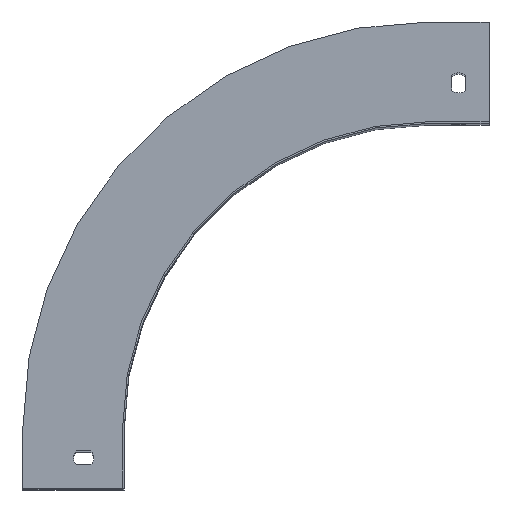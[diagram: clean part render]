
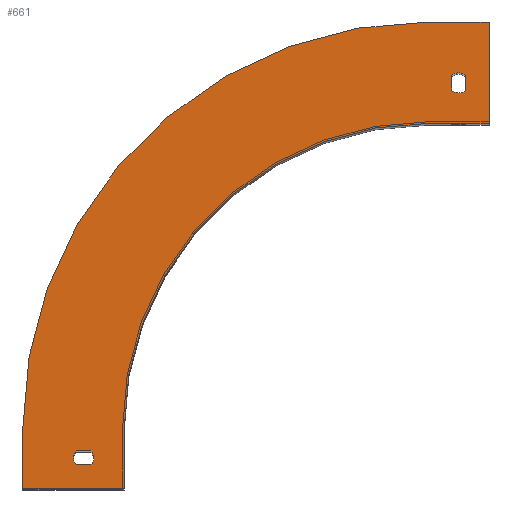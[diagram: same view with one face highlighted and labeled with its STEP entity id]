
A CAD part, top view. The second image highlights one B-rep face of the part: STEP entity #661.
In plain terms, the highlighted planar face has unit normal (0, 0, 1).
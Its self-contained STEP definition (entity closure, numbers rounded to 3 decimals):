
#76 = EDGE_CURVE ( 'NONE', #309, #304, #337, .T. ) ;
#77 = EDGE_CURVE ( 'NONE', #306, #305, #340, .T. ) ;
#78 = EDGE_CURVE ( 'NONE', #310, #308, #342, .T. ) ;
#79 = EDGE_CURVE ( 'NONE', #323, #310, #345, .T. ) ;
#81 = EDGE_CURVE ( 'NONE', #305, #315, #344, .T. ) ;
#82 = EDGE_CURVE ( 'NONE', #304, #303, #350, .T. ) ;
#91 = EDGE_CURVE ( 'NONE', #303, #319, #364, .T. ) ;
#92 = EDGE_CURVE ( 'NONE', #307, #306, #365, .T. ) ;
#95 = EDGE_CURVE ( 'NONE', #308, #307, #371, .T. ) ;
#97 = EDGE_CURVE ( 'NONE', #319, #309, #375, .T. ) ;
#98 = EDGE_CURVE ( 'NONE', #315, #334, #377, .T. ) ;
#102 = EDGE_CURVE ( 'NONE', #313, #300, #383, .T. ) ;
#134 = AXIS2_PLACEMENT_3D ( 'NONE', #597, #600, #625 ) ;
#180 = AXIS2_PLACEMENT_3D ( 'NONE', #446, #444, #443 ) ;
#187 = AXIS2_PLACEMENT_3D ( 'NONE', #425, #431, #424 ) ;
#190 = AXIS2_PLACEMENT_3D ( 'NONE', #466, #463, #459 ) ;
#195 = AXIS2_PLACEMENT_3D ( 'NONE', #996, #1027, #1012 ) ;
#196 = AXIS2_PLACEMENT_3D ( 'NONE', #997, #995, #992 ) ;
#198 = AXIS2_PLACEMENT_3D ( 'NONE', #1023, #1022, #1021 ) ;
#202 = EDGE_CURVE ( 'NONE', #298, #297, #406, .T. ) ;
#203 = EDGE_CURVE ( 'NONE', #334, #323, #409, .T. ) ;
#215 = EDGE_LOOP ( 'NONE', ( #1036, #1038, #1039, #1040 ) ) ;
#255 = EDGE_CURVE ( 'NONE', #300, #298, #809, .T. ) ;
#262 = EDGE_CURVE ( 'NONE', #297, #313, #825, .T. ) ;
#297 = VERTEX_POINT ( 'NONE', #1175 ) ;
#298 = VERTEX_POINT ( 'NONE', #1174 ) ;
#300 = VERTEX_POINT ( 'NONE', #1151 ) ;
#303 = VERTEX_POINT ( 'NONE', #1182 ) ;
#304 = VERTEX_POINT ( 'NONE', #1181 ) ;
#305 = VERTEX_POINT ( 'NONE', #1186 ) ;
#306 = VERTEX_POINT ( 'NONE', #1185 ) ;
#307 = VERTEX_POINT ( 'NONE', #1184 ) ;
#308 = VERTEX_POINT ( 'NONE', #1189 ) ;
#309 = VERTEX_POINT ( 'NONE', #1188 ) ;
#310 = VERTEX_POINT ( 'NONE', #1187 ) ;
#313 = VERTEX_POINT ( 'NONE', #1190 ) ;
#315 = VERTEX_POINT ( 'NONE', #1198 ) ;
#319 = VERTEX_POINT ( 'NONE', #1200 ) ;
#323 = VERTEX_POINT ( 'NONE', #1195 ) ;
#334 = VERTEX_POINT ( 'NONE', #1150 ) ;
#337 = LINE ( 'NONE', #1016, #343 ) ;
#340 = CIRCLE ( 'NONE', #198, 200. ) ;
#342 = LINE ( 'NONE', #1024, #346 ) ;
#343 = VECTOR ( 'NONE', #1030, 1000. ) ;
#344 = LINE ( 'NONE', #1020, #351 ) ;
#345 = CIRCLE ( 'NONE', #196, 150. ) ;
#346 = VECTOR ( 'NONE', #1029, 1000. ) ;
#350 = CIRCLE ( 'NONE', #195, 5. ) ;
#351 = VECTOR ( 'NONE', #998, 1000. ) ;
#364 = LINE ( 'NONE', #1005, #368 ) ;
#365 = LINE ( 'NONE', #1006, #370 ) ;
#368 = VECTOR ( 'NONE', #993, 1000. ) ;
#370 = VECTOR ( 'NONE', #989, 1000. ) ;
#371 = LINE ( 'NONE', #982, #374 ) ;
#374 = VECTOR ( 'NONE', #988, 1000. ) ;
#375 = CIRCLE ( 'NONE', #190, 5. ) ;
#377 = LINE ( 'NONE', #991, #379 ) ;
#379 = VECTOR ( 'NONE', #983, 1000. ) ;
#383 = CIRCLE ( 'NONE', #187, 5. ) ;
#406 = CIRCLE ( 'NONE', #180, 5. ) ;
#409 = LINE ( 'NONE', #457, #1070 ) ;
#414 = EDGE_LOOP ( 'NONE', ( #1041, #710, #709, #708 ) ) ;
#418 = EDGE_LOOP ( 'NONE', ( #702, #704, #705, #706, #707, #726, #728, #1035 ) ) ;
#424 = DIRECTION ( 'NONE',  ( 0., -1., 0. ) ) ;
#425 = CARTESIAN_POINT ( 'NONE',  ( 215., 200., 0.8 ) ) ;
#431 = DIRECTION ( 'NONE',  ( 0., 0., -1. ) ) ;
#443 = DIRECTION ( 'NONE',  ( 0., -1., 0. ) ) ;
#444 = DIRECTION ( 'NONE',  ( 0., 0., -1. ) ) ;
#446 = CARTESIAN_POINT ( 'NONE',  ( 215., 200., 0.8 ) ) ;
#456 = DIRECTION ( 'NONE',  ( 0., 1., 0. ) ) ;
#457 = CARTESIAN_POINT ( 'NONE',  ( 50., 0., 0.8 ) ) ;
#459 = DIRECTION ( 'NONE',  ( 1., 0., 0. ) ) ;
#463 = DIRECTION ( 'NONE',  ( 0., 0., 1. ) ) ;
#466 = CARTESIAN_POINT ( 'NONE',  ( 30., 15., 0.8 ) ) ;
#501 = FACE_OUTER_BOUND ( 'NONE', #418, .T. ) ;
#502 = FACE_BOUND ( 'NONE', #414, .T. ) ;
#505 = FACE_BOUND ( 'NONE', #215, .T. ) ;
#586 = PLANE ( 'NONE',  #134 ) ;
#597 = CARTESIAN_POINT ( 'NONE',  ( 200., 30., 0.8 ) ) ;
#600 = DIRECTION ( 'NONE',  ( 0., 0., -1. ) ) ;
#625 = DIRECTION ( 'NONE',  ( -1., 0., 0. ) ) ;
#661 = ADVANCED_FACE ( 'NONE', ( #501, #505, #502 ), #586, .F. ) ;
#702 = ORIENTED_EDGE ( 'NONE', *, *, #98, .T. ) ;
#704 = ORIENTED_EDGE ( 'NONE', *, *, #203, .T. ) ;
#705 = ORIENTED_EDGE ( 'NONE', *, *, #79, .T. ) ;
#706 = ORIENTED_EDGE ( 'NONE', *, *, #78, .T. ) ;
#707 = ORIENTED_EDGE ( 'NONE', *, *, #95, .T. ) ;
#708 = ORIENTED_EDGE ( 'NONE', *, *, #262, .T. ) ;
#709 = ORIENTED_EDGE ( 'NONE', *, *, #202, .T. ) ;
#710 = ORIENTED_EDGE ( 'NONE', *, *, #255, .T. ) ;
#726 = ORIENTED_EDGE ( 'NONE', *, *, #92, .T. ) ;
#728 = ORIENTED_EDGE ( 'NONE', *, *, #77, .T. ) ;
#809 = LINE ( 'NONE', #1233, #814 ) ;
#814 = VECTOR ( 'NONE', #1173, 1000. ) ;
#825 = LINE ( 'NONE', #1222, #827 ) ;
#827 = VECTOR ( 'NONE', #1266, 1000. ) ;
#982 = CARTESIAN_POINT ( 'NONE',  ( 230., 230., 0.8 ) ) ;
#983 = DIRECTION ( 'NONE',  ( 1., 0., 0. ) ) ;
#988 = DIRECTION ( 'NONE',  ( 0., 1., 0. ) ) ;
#989 = DIRECTION ( 'NONE',  ( -1., 0., 0. ) ) ;
#991 = CARTESIAN_POINT ( 'NONE',  ( 0., 0., 0.8 ) ) ;
#992 = DIRECTION ( 'NONE',  ( 1., 0., 0. ) ) ;
#993 = DIRECTION ( 'NONE',  ( 1., 0., 0. ) ) ;
#995 = DIRECTION ( 'NONE',  ( 0., 0., -1. ) ) ;
#996 = CARTESIAN_POINT ( 'NONE',  ( 30., 15., 0.8 ) ) ;
#997 = CARTESIAN_POINT ( 'NONE',  ( 200., 30., 0.8 ) ) ;
#998 = DIRECTION ( 'NONE',  ( 0., -1., 0. ) ) ;
#1005 = CARTESIAN_POINT ( 'NONE',  ( 26.429, 11.5, 0.8 ) ) ;
#1006 = CARTESIAN_POINT ( 'NONE',  ( 200., 230., 0.8 ) ) ;
#1012 = DIRECTION ( 'NONE',  ( 1., 0., 0. ) ) ;
#1016 = CARTESIAN_POINT ( 'NONE',  ( 26.429, 18.5, 0.8 ) ) ;
#1020 = CARTESIAN_POINT ( 'NONE',  ( 0., 30., 0.8 ) ) ;
#1021 = DIRECTION ( 'NONE',  ( -1., 0., 0. ) ) ;
#1022 = DIRECTION ( 'NONE',  ( 0., 0., 1. ) ) ;
#1023 = CARTESIAN_POINT ( 'NONE',  ( 200., 30., 0.8 ) ) ;
#1024 = CARTESIAN_POINT ( 'NONE',  ( 230., 180., 0.8 ) ) ;
#1027 = DIRECTION ( 'NONE',  ( 0., 0., 1. ) ) ;
#1029 = DIRECTION ( 'NONE',  ( 1., 0., 0. ) ) ;
#1030 = DIRECTION ( 'NONE',  ( -1., 0., 0. ) ) ;
#1035 = ORIENTED_EDGE ( 'NONE', *, *, #81, .T. ) ;
#1036 = ORIENTED_EDGE ( 'NONE', *, *, #76, .F. ) ;
#1038 = ORIENTED_EDGE ( 'NONE', *, *, #97, .F. ) ;
#1039 = ORIENTED_EDGE ( 'NONE', *, *, #91, .F. ) ;
#1040 = ORIENTED_EDGE ( 'NONE', *, *, #82, .F. ) ;
#1041 = ORIENTED_EDGE ( 'NONE', *, *, #102, .T. ) ;
#1070 = VECTOR ( 'NONE', #456, 1000. ) ;
#1150 = CARTESIAN_POINT ( 'NONE',  ( 50., 0., 0.8 ) ) ;
#1151 = CARTESIAN_POINT ( 'NONE',  ( 211.5, 196.429, 0.8 ) ) ;
#1173 = DIRECTION ( 'NONE',  ( 0., 1., 0. ) ) ;
#1174 = CARTESIAN_POINT ( 'NONE',  ( 211.5, 203.571, 0.8 ) ) ;
#1175 = CARTESIAN_POINT ( 'NONE',  ( 218.5, 203.571, 0.8 ) ) ;
#1181 = CARTESIAN_POINT ( 'NONE',  ( 26.429, 18.5, 0.8 ) ) ;
#1182 = CARTESIAN_POINT ( 'NONE',  ( 26.429, 11.5, 0.8 ) ) ;
#1184 = CARTESIAN_POINT ( 'NONE',  ( 230., 230., 0.8 ) ) ;
#1185 = CARTESIAN_POINT ( 'NONE',  ( 200., 230., 0.8 ) ) ;
#1186 = CARTESIAN_POINT ( 'NONE',  ( 0., 30., 0.8 ) ) ;
#1187 = CARTESIAN_POINT ( 'NONE',  ( 200., 180., 0.8 ) ) ;
#1188 = CARTESIAN_POINT ( 'NONE',  ( 33.571, 18.5, 0.8 ) ) ;
#1189 = CARTESIAN_POINT ( 'NONE',  ( 230., 180., 0.8 ) ) ;
#1190 = CARTESIAN_POINT ( 'NONE',  ( 218.5, 196.429, 0.8 ) ) ;
#1195 = CARTESIAN_POINT ( 'NONE',  ( 50., 30., 0.8 ) ) ;
#1198 = CARTESIAN_POINT ( 'NONE',  ( 0., 0., 0.8 ) ) ;
#1200 = CARTESIAN_POINT ( 'NONE',  ( 33.571, 11.5, 0.8 ) ) ;
#1222 = CARTESIAN_POINT ( 'NONE',  ( 218.5, 203.571, 0.8 ) ) ;
#1233 = CARTESIAN_POINT ( 'NONE',  ( 211.5, 203.571, 0.8 ) ) ;
#1266 = DIRECTION ( 'NONE',  ( 0., -1., 0. ) ) ;
